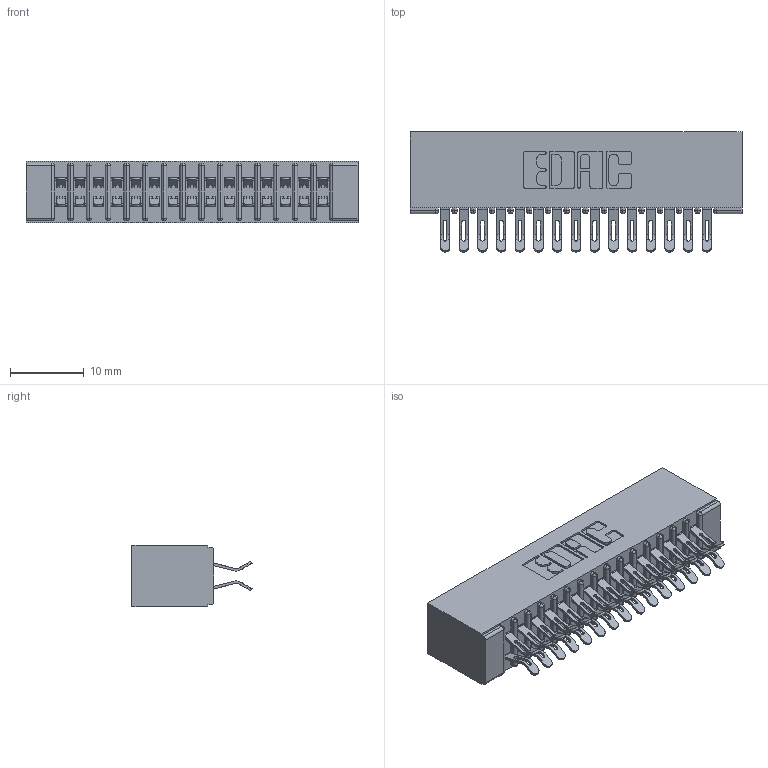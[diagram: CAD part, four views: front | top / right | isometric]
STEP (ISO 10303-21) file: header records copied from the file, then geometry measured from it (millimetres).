
FILE_DESCRIPTION (( 'STEP AP203' ), '1' );
FILE_NAME ('341-030-555-201.STEP', '2018-08-06T20:17:37', ( '' ), ( '' ), 'SwSTEP 2.0', 'SolidWorks 2016', '' );
FILE_SCHEMA (( 'CONFIG_CONTROL_DESIGN' ));
Length unit declared in the file: inch
Products named in the file (3): 341 Part_No Mounting Lugs; 341-292-001_341-292-155; 341-030-555-201
Assembly tree (31 placements, depth 2):
  341-030-555-201
    341 Part_No Mounting Lugs
    341-292-001_341-292-155  x30
Bounding box: 45.09 x 16.31 x 8.38 mm (x, y, z)
Volume: 2752.8 mm3; surface area: 6211.7 mm2
Topology: 31 solids, 31 shells, 2448 faces, 7297 edges, 4750 vertices
Faces by surface type: plane 1324, cylinder 1064, sphere 32, torus 28
Entity records: 21942 total; most frequent: CARTESIAN_POINT 3663, ORIENTED_EDGE 3626, DIRECTION 3563, EDGE_CURVE 1813, LINE 1423, VECTOR 1423, VERTEX_POINT 1154, AXIS2_PLACEMENT_3D 1070
